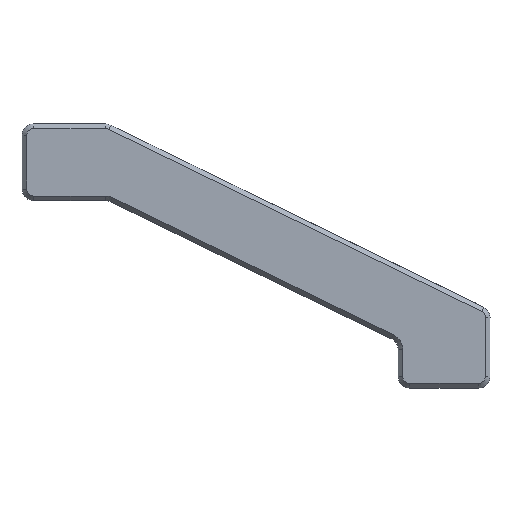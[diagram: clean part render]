
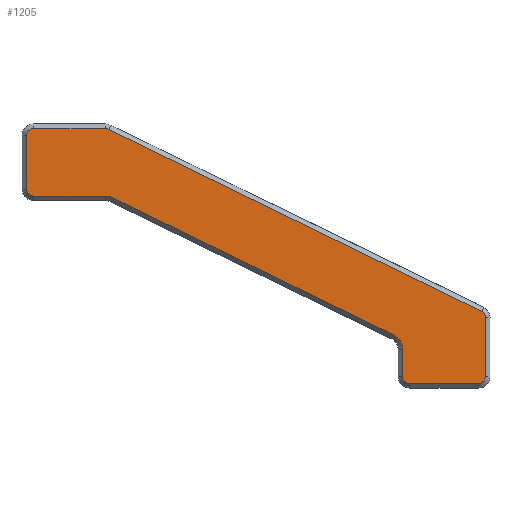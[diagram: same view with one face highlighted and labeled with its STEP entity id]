
A CAD part, front view. The second image highlights one B-rep face of the part: STEP entity #1205.
In plain terms, the highlighted planar face has unit normal (0, -1, 0).
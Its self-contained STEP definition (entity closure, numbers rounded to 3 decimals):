
#4 = ORIENTED_EDGE ( 'NONE', *, *, #869, .T. ) ;
#27 = DIRECTION ( 'NONE',  ( 0., 0., 1. ) ) ;
#38 = ORIENTED_EDGE ( 'NONE', *, *, #1536, .T. ) ;
#49 = EDGE_LOOP ( 'NONE', ( #154, #1016, #1652, #521, #1087, #929, #261, #1335, #1326, #38, #1117, #819, #1370, #4, #1162, #1482 ) ) ;
#61 = CARTESIAN_POINT ( 'NONE',  ( -84.481, -48.625, -18.176 ) ) ;
#66 = EDGE_CURVE ( 'NONE', #1110, #1095, #1224, .T. ) ;
#70 = CARTESIAN_POINT ( 'NONE',  ( -51.4, -48.625, -32.5 ) ) ;
#101 = VERTEX_POINT ( 'NONE', #1509 ) ;
#120 = VERTEX_POINT ( 'NONE', #70 ) ;
#125 = CARTESIAN_POINT ( 'NONE',  ( 0., -48.625, -33.1 ) ) ;
#129 = EDGE_CURVE ( 'NONE', #897, #249, #562, .T. ) ;
#149 = DIRECTION ( 'NONE',  ( 0., -1., 0. ) ) ;
#152 = FACE_OUTER_BOUND ( 'NONE', #49, .T. ) ;
#154 = ORIENTED_EDGE ( 'NONE', *, *, #614, .T. ) ;
#158 = VECTOR ( 'NONE', #321, 1000. ) ;
#181 = DIRECTION ( 'NONE',  ( 0., 0., 1. ) ) ;
#186 = CARTESIAN_POINT ( 'NONE',  ( -90.75, -48.625, -11.5 ) ) ;
#249 = VERTEX_POINT ( 'NONE', #1184 ) ;
#258 = EDGE_CURVE ( 'NONE', #249, #458, #1025, .T. ) ;
#261 = ORIENTED_EDGE ( 'NONE', *, *, #425, .T. ) ;
#268 = AXIS2_PLACEMENT_3D ( 'NONE', #186, #842, #690 ) ;
#278 = VERTEX_POINT ( 'NONE', #485 ) ;
#281 = CARTESIAN_POINT ( 'NONE',  ( -90.75, -48.625, -16.176 ) ) ;
#290 = AXIS2_PLACEMENT_3D ( 'NONE', #1439, #387, #1038 ) ;
#299 = VECTOR ( 'NONE', #423, 1000. ) ;
#308 = EDGE_CURVE ( 'NONE', #1414, #1659, #412, .T. ) ;
#317 = EDGE_CURVE ( 'NONE', #1406, #350, #1635, .T. ) ;
#321 = DIRECTION ( 'NONE',  ( 0., 0., -1. ) ) ;
#322 = CIRCLE ( 'NONE', #1282, 0.6 ) ;
#329 = VERTEX_POINT ( 'NONE', #1473 ) ;
#342 = VERTEX_POINT ( 'NONE', #402 ) ;
#350 = VERTEX_POINT ( 'NONE', #525 ) ;
#366 = CARTESIAN_POINT ( 'NONE',  ( -52., -48.625, -32.5 ) ) ;
#379 = CIRCLE ( 'NONE', #1342, 0.6 ) ;
#387 = DIRECTION ( 'NONE',  ( 0., 1., 0. ) ) ;
#402 = CARTESIAN_POINT ( 'NONE',  ( -91.35, -48.625, -16.176 ) ) ;
#412 = LINE ( 'NONE', #531, #608 ) ;
#423 = DIRECTION ( 'NONE',  ( -0.899, 0., 0.439 ) ) ;
#425 = EDGE_CURVE ( 'NONE', #648, #342, #989, .T. ) ;
#439 = LINE ( 'NONE', #847, #508 ) ;
#458 = VERTEX_POINT ( 'NONE', #1648 ) ;
#468 = DIRECTION ( 'NONE',  ( 0., 0., 1. ) ) ;
#476 = VECTOR ( 'NONE', #613, 1000. ) ;
#481 = CARTESIAN_POINT ( 'NONE',  ( -51.4, -48.625, 0. ) ) ;
#485 = CARTESIAN_POINT ( 'NONE',  ( -58.6, -48.625, -32.5 ) ) ;
#500 = CARTESIAN_POINT ( 'NONE',  ( -51.4, -48.625, -27.353 ) ) ;
#505 = VECTOR ( 'NONE', #1559, 1000. ) ;
#508 = VECTOR ( 'NONE', #589, 1000. ) ;
#521 = ORIENTED_EDGE ( 'NONE', *, *, #317, .T. ) ;
#525 = CARTESIAN_POINT ( 'NONE',  ( -84.481, -48.625, -10.9 ) ) ;
#531 = CARTESIAN_POINT ( 'NONE',  ( 0., -48.625, -16.776 ) ) ;
#562 = LINE ( 'NONE', #1424, #1464 ) ;
#568 = EDGE_CURVE ( 'NONE', #101, #813, #1402, .T. ) ;
#582 = CARTESIAN_POINT ( 'NONE',  ( -91.35, -48.625, 0. ) ) ;
#589 = DIRECTION ( 'NONE',  ( 0., 0., -1. ) ) ;
#602 = CARTESIAN_POINT ( 'NONE',  ( -51.737, -48.625, -26.813 ) ) ;
#608 = VECTOR ( 'NONE', #1084, 1000. ) ;
#613 = DIRECTION ( 'NONE',  ( 0., 0., 1. ) ) ;
#614 = EDGE_CURVE ( 'NONE', #120, #1110, #1274, .T. ) ;
#647 = DIRECTION ( 'NONE',  ( 0., -1., 0. ) ) ;
#648 = VERTEX_POINT ( 'NONE', #776 ) ;
#661 = DIRECTION ( 'NONE',  ( 0., 1., 0. ) ) ;
#682 = DIRECTION ( 'NONE',  ( 0., 0., 1. ) ) ;
#690 = DIRECTION ( 'NONE',  ( 0., 0., 1. ) ) ;
#713 = CARTESIAN_POINT ( 'NONE',  ( -84.481, -48.625, -16.776 ) ) ;
#729 = DIRECTION ( 'NONE',  ( 0., -1., 0. ) ) ;
#768 = DIRECTION ( 'NONE',  ( 0., -1., 0. ) ) ;
#776 = CARTESIAN_POINT ( 'NONE',  ( -91.35, -48.625, -11.5 ) ) ;
#813 = VERTEX_POINT ( 'NONE', #1447 ) ;
#816 = DIRECTION ( 'NONE',  ( 0., 0., 1. ) ) ;
#819 = ORIENTED_EDGE ( 'NONE', *, *, #258, .T. ) ;
#841 = AXIS2_PLACEMENT_3D ( 'NONE', #1062, #661, #27 ) ;
#842 = DIRECTION ( 'NONE',  ( 0., -1., 0. ) ) ;
#847 = CARTESIAN_POINT ( 'NONE',  ( -58.6, -48.625, 0. ) ) ;
#865 = CARTESIAN_POINT ( 'NONE',  ( -52., -48.625, -27.353 ) ) ;
#869 = EDGE_CURVE ( 'NONE', #278, #101, #322, .T. ) ;
#897 = VERTEX_POINT ( 'NONE', #1477 ) ;
#910 = EDGE_CURVE ( 'NONE', #458, #278, #439, .T. ) ;
#918 = CIRCLE ( 'NONE', #268, 0.6 ) ;
#929 = ORIENTED_EDGE ( 'NONE', *, *, #1290, .T. ) ;
#942 = AXIS2_PLACEMENT_3D ( 'NONE', #366, #768, #1287 ) ;
#974 = VECTOR ( 'NONE', #1667, 1000. ) ;
#989 = LINE ( 'NONE', #582, #158 ) ;
#1005 = DIRECTION ( 'NONE',  ( 0., -1., 0. ) ) ;
#1009 = EDGE_CURVE ( 'NONE', #813, #120, #1693, .T. ) ;
#1016 = ORIENTED_EDGE ( 'NONE', *, *, #66, .T. ) ;
#1025 = CIRCLE ( 'NONE', #290, 1.4 ) ;
#1030 = AXIS2_PLACEMENT_3D ( 'NONE', #865, #1005, #1401 ) ;
#1038 = DIRECTION ( 'NONE',  ( 0., 0., 1. ) ) ;
#1062 = CARTESIAN_POINT ( 'NONE',  ( 0., -48.625, 0. ) ) ;
#1069 = LINE ( 'NONE', #1594, #299 ) ;
#1084 = DIRECTION ( 'NONE',  ( 1., 0., 0. ) ) ;
#1087 = ORIENTED_EDGE ( 'NONE', *, *, #1375, .T. ) ;
#1095 = VERTEX_POINT ( 'NONE', #602 ) ;
#1110 = VERTEX_POINT ( 'NONE', #500 ) ;
#1117 = ORIENTED_EDGE ( 'NONE', *, *, #129, .T. ) ;
#1162 = ORIENTED_EDGE ( 'NONE', *, *, #568, .T. ) ;
#1163 = EDGE_CURVE ( 'NONE', #342, #1414, #379, .T. ) ;
#1168 = CARTESIAN_POINT ( 'NONE',  ( -90.75, -48.625, -16.776 ) ) ;
#1179 = CARTESIAN_POINT ( 'NONE',  ( -84.218, -48.625, -10.961 ) ) ;
#1184 = CARTESIAN_POINT ( 'NONE',  ( -59.386, -48.625, -28.867 ) ) ;
#1202 = AXIS2_PLACEMENT_3D ( 'NONE', #61, #1353, #816 ) ;
#1205 = ADVANCED_FACE ( 'NONE', ( #152 ), #1466, .F. ) ;
#1224 = CIRCLE ( 'NONE', #1030, 0.6 ) ;
#1227 = EDGE_CURVE ( 'NONE', #1095, #1406, #1069, .T. ) ;
#1274 = LINE ( 'NONE', #481, #476 ) ;
#1282 = AXIS2_PLACEMENT_3D ( 'NONE', #1503, #729, #468 ) ;
#1287 = DIRECTION ( 'NONE',  ( 0., 0., 1. ) ) ;
#1290 = EDGE_CURVE ( 'NONE', #329, #648, #918, .T. ) ;
#1316 = CIRCLE ( 'NONE', #1202, 1.4 ) ;
#1326 = ORIENTED_EDGE ( 'NONE', *, *, #308, .T. ) ;
#1335 = ORIENTED_EDGE ( 'NONE', *, *, #1163, .T. ) ;
#1342 = AXIS2_PLACEMENT_3D ( 'NONE', #281, #647, #682 ) ;
#1353 = DIRECTION ( 'NONE',  ( 0., 1., 0. ) ) ;
#1356 = CARTESIAN_POINT ( 'NONE',  ( 0., -48.625, -10.9 ) ) ;
#1370 = ORIENTED_EDGE ( 'NONE', *, *, #910, .T. ) ;
#1375 = EDGE_CURVE ( 'NONE', #350, #329, #1634, .T. ) ;
#1401 = DIRECTION ( 'NONE',  ( 0., 0., 1. ) ) ;
#1402 = LINE ( 'NONE', #125, #505 ) ;
#1406 = VERTEX_POINT ( 'NONE', #1179 ) ;
#1412 = AXIS2_PLACEMENT_3D ( 'NONE', #1462, #149, #181 ) ;
#1414 = VERTEX_POINT ( 'NONE', #1168 ) ;
#1424 = CARTESIAN_POINT ( 'NONE',  ( -22.803, -48.625, -46.721 ) ) ;
#1439 = CARTESIAN_POINT ( 'NONE',  ( -60., -48.625, -30.125 ) ) ;
#1447 = CARTESIAN_POINT ( 'NONE',  ( -52., -48.625, -33.1 ) ) ;
#1462 = CARTESIAN_POINT ( 'NONE',  ( -84.481, -48.625, -11.5 ) ) ;
#1464 = VECTOR ( 'NONE', #1649, 1000. ) ;
#1466 = PLANE ( 'NONE',  #841 ) ;
#1473 = CARTESIAN_POINT ( 'NONE',  ( -90.75, -48.625, -10.9 ) ) ;
#1477 = CARTESIAN_POINT ( 'NONE',  ( -83.867, -48.625, -16.918 ) ) ;
#1482 = ORIENTED_EDGE ( 'NONE', *, *, #1009, .T. ) ;
#1503 = CARTESIAN_POINT ( 'NONE',  ( -58., -48.625, -32.5 ) ) ;
#1509 = CARTESIAN_POINT ( 'NONE',  ( -58., -48.625, -33.1 ) ) ;
#1536 = EDGE_CURVE ( 'NONE', #1659, #897, #1316, .T. ) ;
#1559 = DIRECTION ( 'NONE',  ( 1., 0., 0. ) ) ;
#1594 = CARTESIAN_POINT ( 'NONE',  ( -20.522, -48.625, -42.048 ) ) ;
#1634 = LINE ( 'NONE', #1356, #974 ) ;
#1635 = CIRCLE ( 'NONE', #1412, 0.6 ) ;
#1648 = CARTESIAN_POINT ( 'NONE',  ( -58.6, -48.625, -30.125 ) ) ;
#1649 = DIRECTION ( 'NONE',  ( 0.899, 0., -0.439 ) ) ;
#1652 = ORIENTED_EDGE ( 'NONE', *, *, #1227, .T. ) ;
#1659 = VERTEX_POINT ( 'NONE', #713 ) ;
#1667 = DIRECTION ( 'NONE',  ( -1., 0., 0. ) ) ;
#1693 = CIRCLE ( 'NONE', #942, 0.6 ) ;
